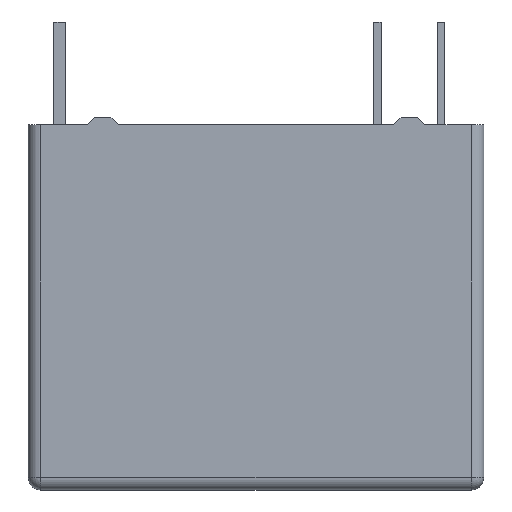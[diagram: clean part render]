
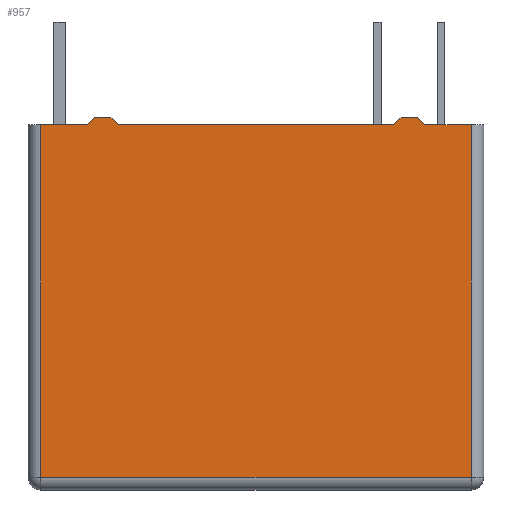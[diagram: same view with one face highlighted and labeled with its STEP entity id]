
A CAD part, front view. The second image highlights one B-rep face of the part: STEP entity #957.
In plain terms, the highlighted planar face has unit normal (0, -1, 0).
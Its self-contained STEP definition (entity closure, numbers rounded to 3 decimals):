
#75=FACE_OUTER_BOUND('',#133,.T.);
#133=EDGE_LOOP('',(#759,#760,#761,#762,#763,#764,#765,#766,#767,#768,#769,
#770));
#181=LINE('',#1337,#297);
#185=LINE('',#1345,#301);
#197=LINE('',#1377,#313);
#253=LINE('',#1493,#369);
#255=LINE('',#1497,#371);
#256=LINE('',#1499,#372);
#257=LINE('',#1500,#373);
#258=LINE('',#1502,#374);
#259=LINE('',#1503,#375);
#260=LINE('',#1505,#376);
#261=LINE('',#1507,#377);
#262=LINE('',#1508,#378);
#297=VECTOR('',#1077,10.99);
#301=VECTOR('',#1081,1.855);
#313=VECTOR('',#1101,1.855);
#369=VECTOR('',#1203,0.424);
#371=VECTOR('',#1207,14.1);
#372=VECTOR('',#1208,17.2);
#373=VECTOR('',#1209,14.1);
#374=VECTOR('',#1210,0.424);
#375=VECTOR('',#1211,0.65);
#376=VECTOR('',#1212,0.424);
#377=VECTOR('',#1213,0.65);
#378=VECTOR('',#1214,0.424);
#413=VERTEX_POINT('',#1334);
#414=VERTEX_POINT('',#1336);
#417=VERTEX_POINT('',#1342);
#418=VERTEX_POINT('',#1344);
#433=VERTEX_POINT('',#1374);
#434=VERTEX_POINT('',#1376);
#471=VERTEX_POINT('',#1492);
#472=VERTEX_POINT('',#1496);
#473=VERTEX_POINT('',#1498);
#474=VERTEX_POINT('',#1501);
#475=VERTEX_POINT('',#1504);
#476=VERTEX_POINT('',#1506);
#497=EDGE_CURVE('',#413,#414,#181,.T.);
#501=EDGE_CURVE('',#417,#418,#185,.T.);
#517=EDGE_CURVE('',#433,#434,#197,.T.);
#573=EDGE_CURVE('',#414,#471,#253,.T.);
#575=EDGE_CURVE('',#433,#472,#255,.T.);
#576=EDGE_CURVE('',#473,#472,#256,.T.);
#577=EDGE_CURVE('',#418,#473,#257,.T.);
#578=EDGE_CURVE('',#474,#417,#258,.T.);
#579=EDGE_CURVE('',#471,#474,#259,.T.);
#580=EDGE_CURVE('',#475,#413,#260,.T.);
#581=EDGE_CURVE('',#476,#475,#261,.T.);
#582=EDGE_CURVE('',#434,#476,#262,.T.);
#759=ORIENTED_EDGE('',*,*,#517,.F.);
#760=ORIENTED_EDGE('',*,*,#575,.T.);
#761=ORIENTED_EDGE('',*,*,#576,.F.);
#762=ORIENTED_EDGE('',*,*,#577,.F.);
#763=ORIENTED_EDGE('',*,*,#501,.F.);
#764=ORIENTED_EDGE('',*,*,#578,.F.);
#765=ORIENTED_EDGE('',*,*,#579,.F.);
#766=ORIENTED_EDGE('',*,*,#573,.F.);
#767=ORIENTED_EDGE('',*,*,#497,.F.);
#768=ORIENTED_EDGE('',*,*,#580,.F.);
#769=ORIENTED_EDGE('',*,*,#581,.F.);
#770=ORIENTED_EDGE('',*,*,#582,.F.);
#915=PLANE('',#1029);
#957=ADVANCED_FACE('',(#75),#915,.T.);
#1029=AXIS2_PLACEMENT_3D('',#1495,#1205,#1206);
#1077=DIRECTION('',(1.,0.,0.));
#1081=DIRECTION('',(1.,0.,0.));
#1101=DIRECTION('',(1.,0.,0.));
#1203=DIRECTION('',(0.707,0.,0.707));
#1205=DIRECTION('center_axis',(0.,-1.,0.));
#1206=DIRECTION('ref_axis',(1.,0.,0.));
#1207=DIRECTION('',(0.,0.,-1.));
#1208=DIRECTION('',(-1.,0.,0.));
#1209=DIRECTION('',(0.,0.,-1.));
#1210=DIRECTION('',(0.707,0.,-0.707));
#1211=DIRECTION('',(1.,0.,0.));
#1212=DIRECTION('',(0.707,0.,-0.707));
#1213=DIRECTION('',(1.,0.,0.));
#1214=DIRECTION('',(0.707,0.,0.707));
#1334=CARTESIAN_POINT('',(-5.495,-5.1,0.));
#1336=CARTESIAN_POINT('',(5.495,-5.1,0.));
#1337=CARTESIAN_POINT('',(-5.495,-5.1,0.));
#1342=CARTESIAN_POINT('',(6.745,-5.1,0.));
#1344=CARTESIAN_POINT('',(8.6,-5.1,0.));
#1345=CARTESIAN_POINT('',(6.745,-5.1,0.));
#1374=CARTESIAN_POINT('',(-8.6,-5.1,0.));
#1376=CARTESIAN_POINT('',(-6.745,-5.1,0.));
#1377=CARTESIAN_POINT('',(-8.6,-5.1,0.));
#1492=CARTESIAN_POINT('',(5.795,-5.1,0.3));
#1493=CARTESIAN_POINT('',(5.495,-5.1,0.));
#1495=CARTESIAN_POINT('Origin',(-8.6,-5.1,0.));
#1496=CARTESIAN_POINT('',(-8.6,-5.1,-14.1));
#1497=CARTESIAN_POINT('',(-8.6,-5.1,0.));
#1498=CARTESIAN_POINT('',(8.6,-5.1,-14.1));
#1499=CARTESIAN_POINT('',(8.6,-5.1,-14.1));
#1500=CARTESIAN_POINT('',(8.6,-5.1,0.));
#1501=CARTESIAN_POINT('',(6.445,-5.1,0.3));
#1502=CARTESIAN_POINT('',(6.445,-5.1,0.3));
#1503=CARTESIAN_POINT('',(5.795,-5.1,0.3));
#1504=CARTESIAN_POINT('',(-5.795,-5.1,0.3));
#1505=CARTESIAN_POINT('',(-5.795,-5.1,0.3));
#1506=CARTESIAN_POINT('',(-6.445,-5.1,0.3));
#1507=CARTESIAN_POINT('',(-6.445,-5.1,0.3));
#1508=CARTESIAN_POINT('',(-6.745,-5.1,0.));
